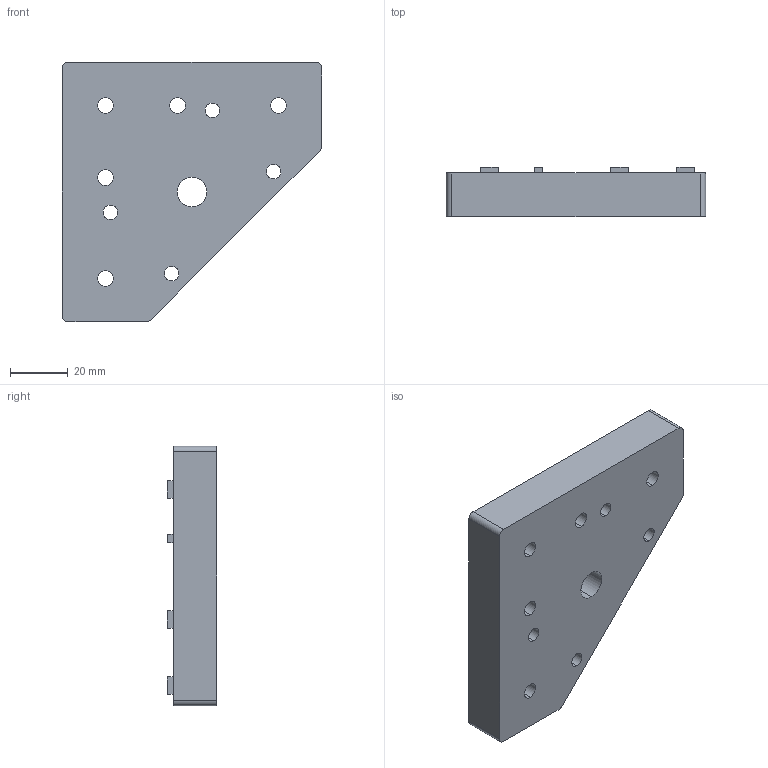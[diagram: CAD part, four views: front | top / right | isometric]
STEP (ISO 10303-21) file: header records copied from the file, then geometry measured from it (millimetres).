
FILE_DESCRIPTION (( 'STEP AP203' ), '1' );
FILE_NAME ('ALF-CRPM12-30.step', '2024-08-16T15:03:37', ( '' ), ( '' ), 'SwSTEP 2.0', 'SolidWorks 2022', '' );
FILE_SCHEMA (( 'CONFIG_CONTROL_DESIGN' ));
Length unit declared in the file: millimetre
Products named in the file (1): ALF-CRPM12-30
Bounding box: 90 x 17 x 90 mm (x, y, z)
Volume: 90633.1 mm3; surface area: 19851 mm2
Topology: 1 solids, 1 shells, 62 faces, 162 edges, 108 vertices
Faces by surface type: plane 37, cylinder 25
Entity records: 2033 total; most frequent: DIRECTION 338, CARTESIAN_POINT 333, ORIENTED_EDGE 324, EDGE_CURVE 162, AXIS2_PLACEMENT_3D 113, VECTOR 112, LINE 112, VERTEX_POINT 108
